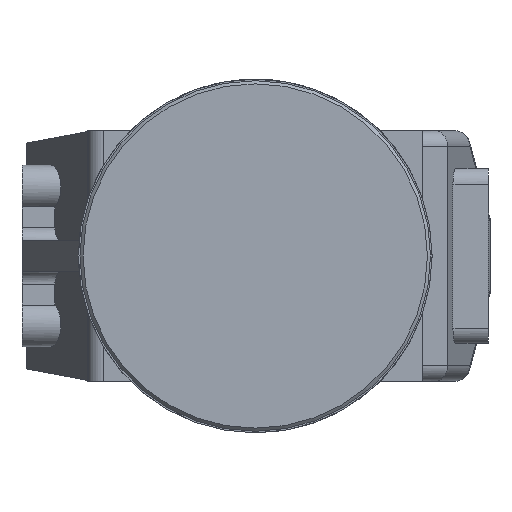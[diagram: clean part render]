
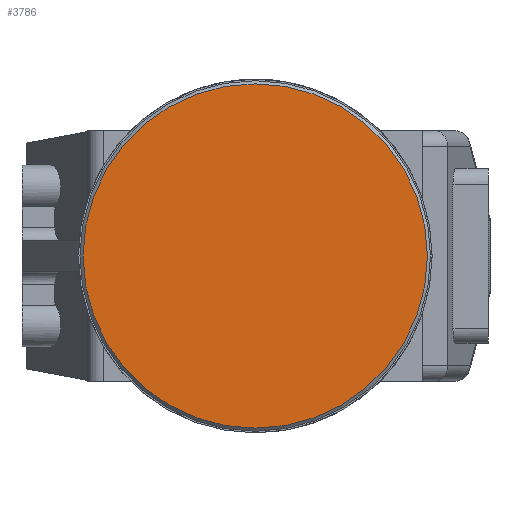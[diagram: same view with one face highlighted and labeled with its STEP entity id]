
A CAD part, left-side view. The second image highlights one B-rep face of the part: STEP entity #3786.
In plain terms, the highlighted planar face has unit normal (-1, 0, 0).
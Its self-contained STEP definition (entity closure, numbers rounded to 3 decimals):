
#123=PLANE('',#4083);
#266=FACE_OUTER_BOUND('',#484,.T.);
#484=EDGE_LOOP('',(#2923));
#741=CIRCLE('',#4082,55.);
#1716=VERTEX_POINT('',#6096);
#2167=EDGE_CURVE('',#1716,#1716,#741,.F.);
#2923=ORIENTED_EDGE('',*,*,#2167,.T.);
#3786=ADVANCED_FACE('',(#266),#123,.T.);
#4082=AXIS2_PLACEMENT_3D('',#6098,#4827,#4828);
#4083=AXIS2_PLACEMENT_3D('',#6099,#4829,#4830);
#4827=DIRECTION('center_axis',(1.,0.,0.));
#4828=DIRECTION('ref_axis',(0.,0.,-1.));
#4829=DIRECTION('center_axis',(-1.,0.,0.));
#4830=DIRECTION('ref_axis',(0.,0.,1.));
#6096=CARTESIAN_POINT('',(658.,0.,1415.));
#6098=CARTESIAN_POINT('Origin',(658.,0.,1470.));
#6099=CARTESIAN_POINT('Origin',(658.,60.5,1530.5));
